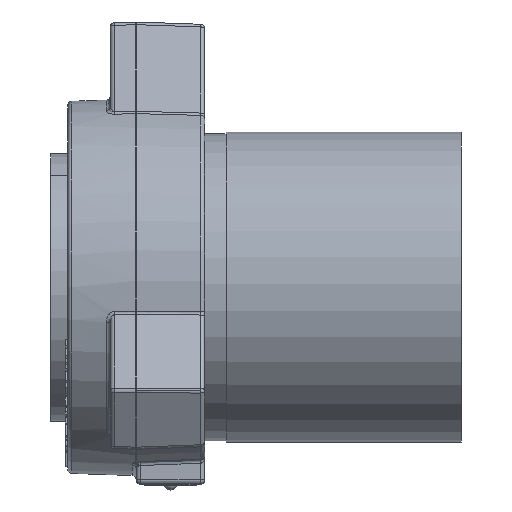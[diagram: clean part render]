
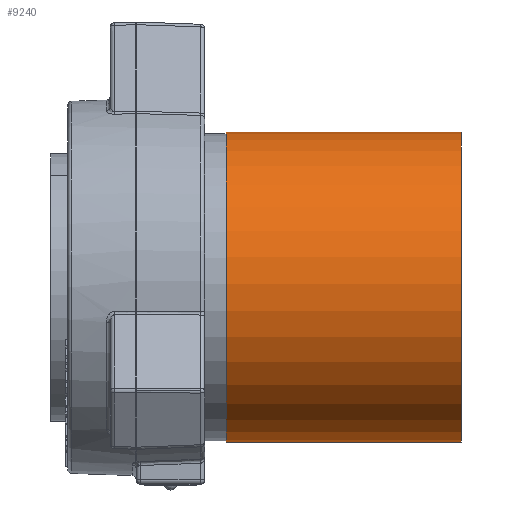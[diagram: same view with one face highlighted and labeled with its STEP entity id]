
A CAD part, left-side view. The second image highlights one B-rep face of the part: STEP entity #9240.
In plain terms, the highlighted cylindrical face has radius 57.544 mm (diameter 115.087 mm), a partial arc.
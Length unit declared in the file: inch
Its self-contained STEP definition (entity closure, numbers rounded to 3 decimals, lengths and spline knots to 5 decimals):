
#40 = LINE ( 'NONE', #24799, #12814 ) ;
#221 = CARTESIAN_POINT ( 'NONE',  ( -0.04753, 1.4365, -2.265 ) ) ;
#1301 = CIRCLE ( 'NONE', #25380, 2.2655 ) ;
#2037 = CARTESIAN_POINT ( 'NONE',  ( 0.04753, -3.7505, 2.265 ) ) ;
#2304 = AXIS2_PLACEMENT_3D ( 'NONE', #8626, #28996, #13786 ) ;
#4590 = ORIENTED_EDGE ( 'NONE', *, *, #8025, .F. ) ;
#6364 = LINE ( 'NONE', #221, #25157 ) ;
#7742 = CARTESIAN_POINT ( 'NONE',  ( -0.04753, -0.3125, -2.265 ) ) ;
#8025 = EDGE_CURVE ( 'NONE', #13657, #29002, #40, .T. ) ;
#8200 = DIRECTION ( 'NONE',  ( 0., -1., 0. ) ) ;
#8486 = EDGE_CURVE ( 'NONE', #15916, #17264, #6364, .T. ) ;
#8626 = CARTESIAN_POINT ( 'NONE',  ( 0., 1.4365, 0. ) ) ;
#9240 = ADVANCED_FACE ( 'NONE', ( #11557 ), #10763, .T. ) ;
#10763 = CYLINDRICAL_SURFACE ( 'NONE', #2304, 2.2655 ) ;
#11557 = FACE_OUTER_BOUND ( 'NONE', #18242, .T. ) ;
#12814 = VECTOR ( 'NONE', #22337, 39.37008 ) ;
#13657 = VERTEX_POINT ( 'NONE', #18212 ) ;
#13786 = DIRECTION ( 'NONE',  ( -0.021, 0., -1. ) ) ;
#13905 = DIRECTION ( 'NONE',  ( 0., 1., 0. ) ) ;
#15012 = ORIENTED_EDGE ( 'NONE', *, *, #28708, .T. ) ;
#15529 = DIRECTION ( 'NONE',  ( 0., -1., 0. ) ) ;
#15916 = VERTEX_POINT ( 'NONE', #7742 ) ;
#17264 = VERTEX_POINT ( 'NONE', #32317 ) ;
#18212 = CARTESIAN_POINT ( 'NONE',  ( 0.04753, -0.3125, 2.265 ) ) ;
#18242 = EDGE_LOOP ( 'NONE', ( #4590, #15012, #19269, #33001 ) ) ;
#18934 = EDGE_CURVE ( 'NONE', #17264, #29002, #25089, .T. ) ;
#19269 = ORIENTED_EDGE ( 'NONE', *, *, #8486, .T. ) ;
#22337 = DIRECTION ( 'NONE',  ( 0., -1., 0. ) ) ;
#23492 = CARTESIAN_POINT ( 'NONE',  ( 0., -0.3125, 0. ) ) ;
#24799 = CARTESIAN_POINT ( 'NONE',  ( 0.04753, 1.4365, 2.265 ) ) ;
#25089 = CIRCLE ( 'NONE', #25956, 2.2655 ) ;
#25157 = VECTOR ( 'NONE', #15529, 39.37008 ) ;
#25380 = AXIS2_PLACEMENT_3D ( 'NONE', #23492, #8200, #26048 ) ;
#25956 = AXIS2_PLACEMENT_3D ( 'NONE', #29121, #13905, #31711 ) ;
#26048 = DIRECTION ( 'NONE',  ( -0.021, 0., -1. ) ) ;
#28708 = EDGE_CURVE ( 'NONE', #13657, #15916, #1301, .T. ) ;
#28996 = DIRECTION ( 'NONE',  ( 0., -1., 0. ) ) ;
#29002 = VERTEX_POINT ( 'NONE', #2037 ) ;
#29121 = CARTESIAN_POINT ( 'NONE',  ( 0., -3.7505, 0. ) ) ;
#31711 = DIRECTION ( 'NONE',  ( 0.021, 0., 1. ) ) ;
#32317 = CARTESIAN_POINT ( 'NONE',  ( -0.04753, -3.7505, -2.265 ) ) ;
#33001 = ORIENTED_EDGE ( 'NONE', *, *, #18934, .T. ) ;
